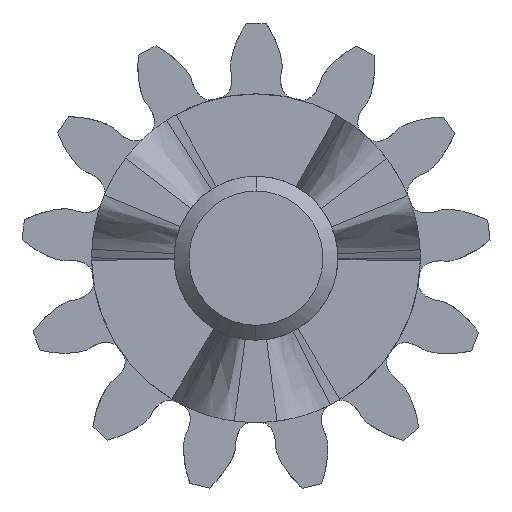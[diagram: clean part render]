
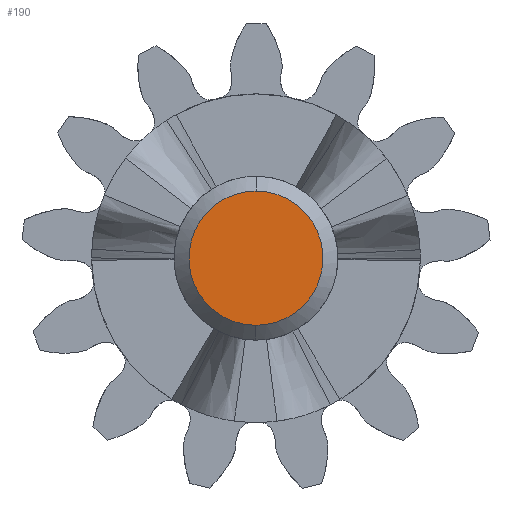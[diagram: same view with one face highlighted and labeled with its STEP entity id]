
A CAD part, left-side view. The second image highlights one B-rep face of the part: STEP entity #190.
In plain terms, the highlighted planar face has unit normal (-1, 0, 0).
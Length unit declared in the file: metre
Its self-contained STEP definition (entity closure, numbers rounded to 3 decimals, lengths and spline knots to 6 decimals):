
#190 = ADVANCED_FACE( '', ( #373 ), #374, .T. );
#373 = FACE_OUTER_BOUND( '', #749, .T. );
#374 = PLANE( '', #750 );
#749 = EDGE_LOOP( '', ( #2673, #2674 ) );
#750 = AXIS2_PLACEMENT_3D( '', #2675, #2676, #2677 );
#2673 = ORIENTED_EDGE( '', *, *, #3676, .F. );
#2674 = ORIENTED_EDGE( '', *, *, #3677, .F. );
#2675 = CARTESIAN_POINT( '', ( 0.01776, 0.001087, -0.001814 ) );
#2676 = DIRECTION( '', ( -1., 0., 0. ) );
#2677 = DIRECTION( '', ( 0., 0., 1. ) );
#3676 = EDGE_CURVE( '', #4265, #4261, #4267, .T. );
#3677 = EDGE_CURVE( '', #4261, #4265, #4268, .T. );
#4261 = VERTEX_POINT( '', #5937 );
#4265 = VERTEX_POINT( '', #5951 );
#4267 = B_SPLINE_CURVE_WITH_KNOTS( '', 5, ( #5954, #5955, #5956, #5957, #5958, #5959 ), .UNSPECIFIED., .F., .F., ( 6, 6 ), ( 0., 1. ), .UNSPECIFIED. );
#4268 = B_SPLINE_CURVE_WITH_KNOTS( '', 5, ( #5960, #5961, #5962, #5963, #5964, #5965 ), .UNSPECIFIED., .F., .F., ( 6, 6 ), ( 0., 1. ), .UNSPECIFIED. );
#5937 = CARTESIAN_POINT( '', ( 0.01776, 0.000503, -0.000915 ) );
#5951 = CARTESIAN_POINT( '', ( 0.01776, 0.000504, -0.001815 ) );
#5954 = CARTESIAN_POINT( '', ( 0.01776, 0.000504, -0.001815 ) );
#5955 = CARTESIAN_POINT( '', ( 0.01776, 0.000787, -0.001815 ) );
#5956 = CARTESIAN_POINT( '', ( 0.01776, 0.001082, -0.001595 ) );
#5957 = CARTESIAN_POINT( '', ( 0.01776, 0.001081, -0.001134 ) );
#5958 = CARTESIAN_POINT( '', ( 0.01776, 0.000786, -0.000915 ) );
#5959 = CARTESIAN_POINT( '', ( 0.01776, 0.000503, -0.000915 ) );
#5960 = CARTESIAN_POINT( '', ( 0.01776, 0.000503, -0.000915 ) );
#5961 = CARTESIAN_POINT( '', ( 0.01776, 0.00022, -0.000915 ) );
#5962 = CARTESIAN_POINT( '', ( 0.01776, -0.000074, -0.001135 ) );
#5963 = CARTESIAN_POINT( '', ( 0.01776, -0.000074, -0.001596 ) );
#5964 = CARTESIAN_POINT( '', ( 0.01776, 0.000221, -0.001815 ) );
#5965 = CARTESIAN_POINT( '', ( 0.01776, 0.000504, -0.001815 ) );
